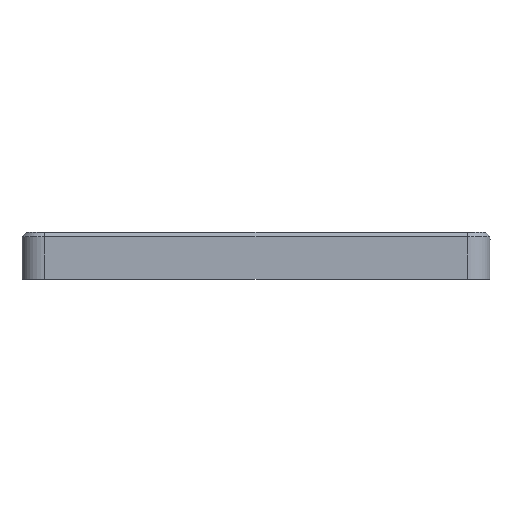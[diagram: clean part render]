
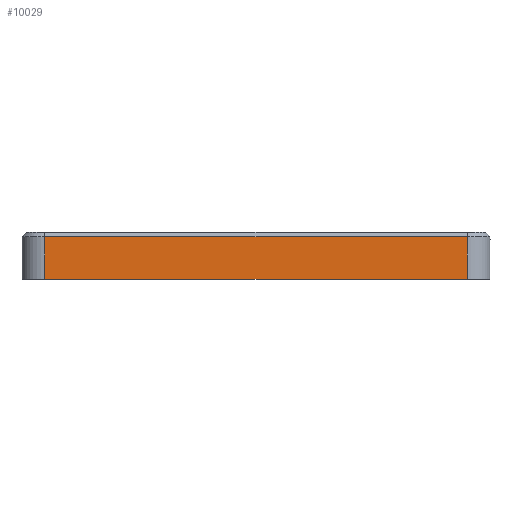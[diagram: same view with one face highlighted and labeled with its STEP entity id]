
A CAD part, top view. The second image highlights one B-rep face of the part: STEP entity #10029.
In plain terms, the highlighted planar face has unit normal (0, 0, 1).
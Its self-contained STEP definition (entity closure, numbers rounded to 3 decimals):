
#811=FACE_OUTER_BOUND('',#1386,.T.);
#1386=EDGE_LOOP('',(#8850,#8851,#8852,#8853));
#2338=LINE('',#16946,#3285);
#2339=LINE('',#16948,#3286);
#2340=LINE('',#16950,#3287);
#2341=LINE('',#16951,#3288);
#3285=VECTOR('',#13793,10.);
#3286=VECTOR('',#13794,10.);
#3287=VECTOR('',#13795,10.);
#3288=VECTOR('',#13796,10.);
#4796=VERTEX_POINT('',#16944);
#4797=VERTEX_POINT('',#16945);
#4798=VERTEX_POINT('',#16947);
#4799=VERTEX_POINT('',#16949);
#6200=EDGE_CURVE('',#4796,#4797,#2338,.T.);
#6201=EDGE_CURVE('',#4798,#4796,#2339,.T.);
#6202=EDGE_CURVE('',#4799,#4798,#2340,.T.);
#6203=EDGE_CURVE('',#4797,#4799,#2341,.T.);
#8850=ORIENTED_EDGE('',*,*,#6200,.F.);
#8851=ORIENTED_EDGE('',*,*,#6201,.F.);
#8852=ORIENTED_EDGE('',*,*,#6202,.F.);
#8853=ORIENTED_EDGE('',*,*,#6203,.F.);
#9570=PLANE('',#11027);
#10029=ADVANCED_FACE('',(#811),#9570,.T.);
#11027=AXIS2_PLACEMENT_3D('',#16943,#13791,#13792);
#13791=DIRECTION('center_axis',(0.,0.,1.));
#13792=DIRECTION('ref_axis',(1.,0.,0.));
#13793=DIRECTION('',(1.,0.,0.));
#13794=DIRECTION('',(0.,1.,0.));
#13795=DIRECTION('',(-1.,0.,0.));
#13796=DIRECTION('',(0.,-1.,0.));
#16943=CARTESIAN_POINT('Origin',(-102.7,0.,70.217));
#16944=CARTESIAN_POINT('',(-92.7,18.776,70.217));
#16945=CARTESIAN_POINT('',(92.7,18.776,70.217));
#16946=CARTESIAN_POINT('',(-51.35,18.776,70.217));
#16947=CARTESIAN_POINT('',(-92.7,0.,70.217));
#16948=CARTESIAN_POINT('',(-92.7,0.,70.217));
#16949=CARTESIAN_POINT('',(92.7,0.,70.217));
#16950=CARTESIAN_POINT('',(102.7,0.,70.217));
#16951=CARTESIAN_POINT('',(92.7,0.,70.217));
